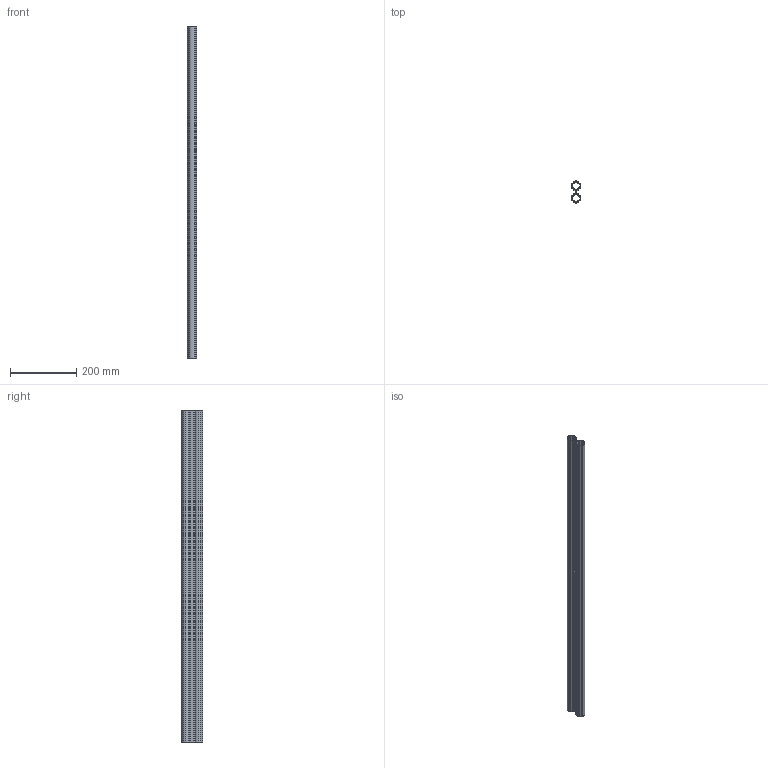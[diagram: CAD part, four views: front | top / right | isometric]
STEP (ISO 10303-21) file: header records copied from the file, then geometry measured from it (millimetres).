
FILE_DESCRIPTION (( 'STEP AP214' ), '1' );
FILE_NAME ('Ñáîðêà1.STEP', '2023-10-30T12:23:01', ( '' ), ( '' ), 'SwSTEP 2.0', 'SolidWorks 2022', '' );
FILE_SCHEMA (( 'AUTOMOTIVE_DESIGN' ));
Length unit declared in the file: millimetre
Products named in the file (2): Сборка1; 428WPL Профиль трубный двойной Φ28_00
Assembly tree (1 placements, depth 2):
  Сборка1
    428WPL Профиль трубный двойной Φ28_00
Bounding box: 28 x 65 x 1000 mm (x, y, z)
Volume: 305726.3 mm3; surface area: 360988.9 mm2
Topology: 1 solids, 1 shells, 115 faces, 339 edges, 226 vertices
Faces by surface type: cylinder 95, plane 20
Entity records: 4017 total; most frequent: DIRECTION 767, CARTESIAN_POINT 684, ORIENTED_EDGE 678, EDGE_CURVE 339, AXIS2_PLACEMENT_3D 309, VERTEX_POINT 226, CIRCLE 190, LINE 149
